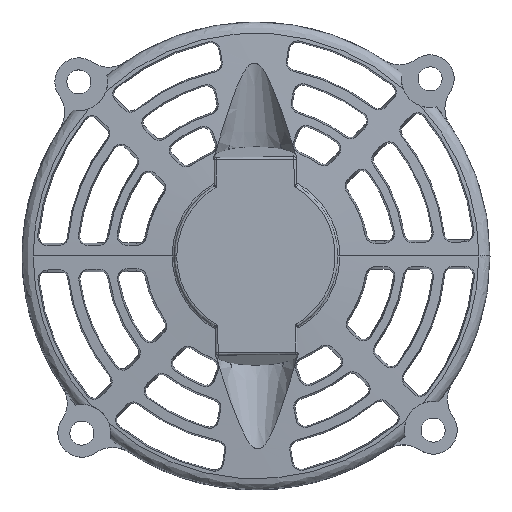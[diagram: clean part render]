
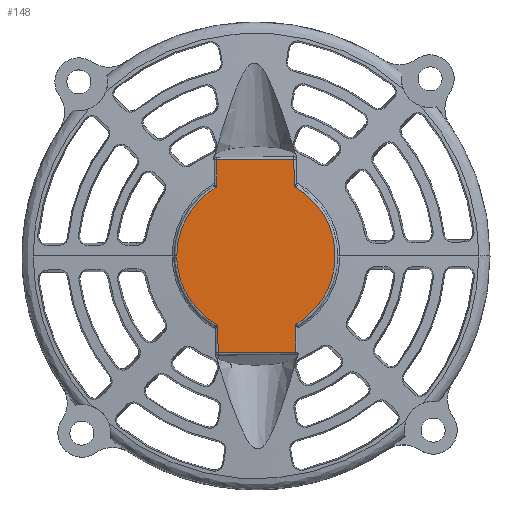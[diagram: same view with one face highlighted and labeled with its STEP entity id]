
A CAD part, top view. The second image highlights one B-rep face of the part: STEP entity #148.
In plain terms, the highlighted planar face has unit normal (0, 0, 1).
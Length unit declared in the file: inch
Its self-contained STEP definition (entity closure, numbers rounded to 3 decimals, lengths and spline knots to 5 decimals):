
#101 = CARTESIAN_POINT ( 'NONE',  ( -0.01163, 1.33853, 1.22047 ) ) ;
#148 = ADVANCED_FACE ( 'NONE', ( #14793 ), #3169, .F. ) ;
#209 = VERTEX_POINT ( 'NONE', #7042 ) ;
#264 = CARTESIAN_POINT ( 'NONE',  ( -1.29921, -0.48599, 1.22047 ) ) ;
#365 = ORIENTED_EDGE ( 'NONE', *, *, #20408, .F. ) ;
#551 = EDGE_CURVE ( 'NONE', #1464, #17099, #2357, .T. ) ;
#1280 = ORIENTED_EDGE ( 'NONE', *, *, #11306, .F. ) ;
#1464 = VERTEX_POINT ( 'NONE', #5752 ) ;
#1817 = CARTESIAN_POINT ( 'NONE',  ( 1.62941, 0.58673, 1.22047 ) ) ;
#1886 = CARTESIAN_POINT ( 'NONE',  ( 1.63936, -0.55834, 1.22047 ) ) ;
#2120 = CARTESIAN_POINT ( 'NONE',  ( -0.66143, -1.58977, 1.22047 ) ) ;
#2357 =( BOUNDED_CURVE ( )  B_SPLINE_CURVE ( 3, ( #14566, #14361, #6400, #14428 ),
 .UNSPECIFIED., .F., .F. ) 
 B_SPLINE_CURVE_WITH_KNOTS ( ( 4, 4 ),
 ( 0., 1. ),
 .UNSPECIFIED. ) 
 CURVE ( )  GEOMETRIC_REPRESENTATION_ITEM ( )  RATIONAL_B_SPLINE_CURVE ( ( 1., 0.91, 0.91, 1. ) ) 
 REPRESENTATION_ITEM ( '' )  );
#2405 = VERTEX_POINT ( 'NONE', #9642 ) ;
#2469 = CARTESIAN_POINT ( 'NONE',  ( -0.64744, 1.33301, 1.22047 ) ) ;
#2527 = LINE ( 'NONE', #17991, #20805 ) ;
#2770 = VECTOR ( 'NONE', #8058, 39.37008 ) ;
#3169 = PLANE ( 'NONE',  #8061 ) ;
#3263 =( BOUNDED_CURVE ( )  B_SPLINE_CURVE ( 3, ( #6703, #1817, #1886, #16433 ),
 .UNSPECIFIED., .F., .F. ) 
 B_SPLINE_CURVE_WITH_KNOTS ( ( 4, 4 ),
 ( 0., 1. ),
 .UNSPECIFIED. ) 
 CURVE ( )  GEOMETRIC_REPRESENTATION_ITEM ( )  RATIONAL_B_SPLINE_CURVE ( ( 1., 0.66, 0.66, 1. ) ) 
 REPRESENTATION_ITEM ( '' )  );
#3537 = CARTESIAN_POINT ( 'NONE',  ( -1.29921, 0., 1.22047 ) ) ;
#3550 = LINE ( 'NONE', #4809, #2770 ) ;
#3569 = EDGE_CURVE ( 'NONE', #5680, #20000, #2527, .T. ) ;
#4428 = LINE ( 'NONE', #6176, #16611 ) ;
#4809 = CARTESIAN_POINT ( 'NONE',  ( 0.62419, 1.34406, 1.22047 ) ) ;
#5097 = LINE ( 'NONE', #2120, #15785 ) ;
#5433 = EDGE_CURVE ( 'NONE', #2405, #1464, #19640, .T. ) ;
#5680 = VERTEX_POINT ( 'NONE', #10876 ) ;
#5752 = CARTESIAN_POINT ( 'NONE',  ( -1.29921, 0., 1.22047 ) ) ;
#6176 = CARTESIAN_POINT ( 'NONE',  ( -0.6218, -1.61964, 1.22047 ) ) ;
#6278 = ORIENTED_EDGE ( 'NONE', *, *, #551, .F. ) ;
#6400 = CARTESIAN_POINT ( 'NONE',  ( -1.05984, 0.89022, 1.22047 ) ) ;
#6423 = DIRECTION ( 'NONE',  ( -1., 0., 0. ) ) ;
#6654 = EDGE_CURVE ( 'NONE', #9223, #209, #3550, .T. ) ;
#6682 = EDGE_CURVE ( 'NONE', #11254, #9223, #8610, .T. ) ;
#6703 = CARTESIAN_POINT ( 'NONE',  ( 0.62598, 1.13847, 1.22047 ) ) ;
#7042 = CARTESIAN_POINT ( 'NONE',  ( 0.62598, 1.13847, 1.22047 ) ) ;
#7978 = DIRECTION ( 'NONE',  ( 0.009, -1., 0. ) ) ;
#8027 = ORIENTED_EDGE ( 'NONE', *, *, #12456, .F. ) ;
#8054 = EDGE_LOOP ( 'NONE', ( #12570, #13476, #10120, #21025, #8027, #6278, #9389, #365, #1280 ) ) ;
#8058 = DIRECTION ( 'NONE',  ( 0.009, -1., 0. ) ) ;
#8061 = AXIS2_PLACEMENT_3D ( 'NONE', #101, #14802, #6423 ) ;
#8490 = CARTESIAN_POINT ( 'NONE',  ( -0.62598, -1.13847, 1.22047 ) ) ;
#8610 = LINE ( 'NONE', #21061, #11665 ) ;
#8825 = DIRECTION ( 'NONE',  ( -1., -0.009, 0. ) ) ;
#9223 = VERTEX_POINT ( 'NONE', #10600 ) ;
#9262 = CARTESIAN_POINT ( 'NONE',  ( 0.64958, -1.57838, 1.22047 ) ) ;
#9389 = ORIENTED_EDGE ( 'NONE', *, *, #5433, .F. ) ;
#9642 = CARTESIAN_POINT ( 'NONE',  ( -0.62598, -1.13847, 1.22047 ) ) ;
#10120 = ORIENTED_EDGE ( 'NONE', *, *, #6654, .F. ) ;
#10600 = CARTESIAN_POINT ( 'NONE',  ( 0.62206, 1.58943, 1.22047 ) ) ;
#10726 = EDGE_CURVE ( 'NONE', #209, #5680, #3263, .T. ) ;
#10876 = CARTESIAN_POINT ( 'NONE',  ( 0.64566, -1.12742, 1.22047 ) ) ;
#11254 = VERTEX_POINT ( 'NONE', #18346 ) ;
#11306 = EDGE_CURVE ( 'NONE', #20000, #18642, #5097, .T. ) ;
#11665 = VECTOR ( 'NONE', #18074, 39.37008 ) ;
#11900 = CARTESIAN_POINT ( 'NONE',  ( -1.05184, -0.90431, 1.22047 ) ) ;
#11951 = CARTESIAN_POINT ( 'NONE',  ( -0.62206, -1.58943, 1.22047 ) ) ;
#12084 = LINE ( 'NONE', #2469, #17183 ) ;
#12456 = EDGE_CURVE ( 'NONE', #17099, #11254, #12084, .T. ) ;
#12570 = ORIENTED_EDGE ( 'NONE', *, *, #3569, .F. ) ;
#13476 = ORIENTED_EDGE ( 'NONE', *, *, #10726, .F. ) ;
#14361 = CARTESIAN_POINT ( 'NONE',  ( -1.29921, 0.47729, 1.22047 ) ) ;
#14428 = CARTESIAN_POINT ( 'NONE',  ( -0.64566, 1.12742, 1.22047 ) ) ;
#14566 = CARTESIAN_POINT ( 'NONE',  ( -1.29921, 0., 1.22047 ) ) ;
#14793 = FACE_OUTER_BOUND ( 'NONE', #8054, .T. ) ;
#14802 = DIRECTION ( 'NONE',  ( 0., 0., -1. ) ) ;
#15785 = VECTOR ( 'NONE', #8825, 39.37008 ) ;
#16433 = CARTESIAN_POINT ( 'NONE',  ( 0.64566, -1.12742, 1.22047 ) ) ;
#16611 = VECTOR ( 'NONE', #20738, 39.37008 ) ;
#16725 = CARTESIAN_POINT ( 'NONE',  ( -0.64566, 1.12742, 1.22047 ) ) ;
#17099 = VERTEX_POINT ( 'NONE', #16725 ) ;
#17183 = VECTOR ( 'NONE', #18491, 39.37008 ) ;
#17991 = CARTESIAN_POINT ( 'NONE',  ( 0.64984, -1.60859, 1.22047 ) ) ;
#18074 = DIRECTION ( 'NONE',  ( 1., 0.009, 0. ) ) ;
#18346 = CARTESIAN_POINT ( 'NONE',  ( -0.64958, 1.57838, 1.22047 ) ) ;
#18491 = DIRECTION ( 'NONE',  ( -0.009, 1., 0. ) ) ;
#18642 = VERTEX_POINT ( 'NONE', #11951 ) ;
#19640 =( BOUNDED_CURVE ( )  B_SPLINE_CURVE ( 3, ( #8490, #11900, #264, #3537 ),
 .UNSPECIFIED., .F., .F. ) 
 B_SPLINE_CURVE_WITH_KNOTS ( ( 4, 4 ),
 ( 0., 1. ),
 .UNSPECIFIED. ) 
 CURVE ( )  GEOMETRIC_REPRESENTATION_ITEM ( )  RATIONAL_B_SPLINE_CURVE ( ( 1., 0.907, 0.907, 1. ) ) 
 REPRESENTATION_ITEM ( '' )  );
#20000 = VERTEX_POINT ( 'NONE', #9262 ) ;
#20408 = EDGE_CURVE ( 'NONE', #18642, #2405, #4428, .T. ) ;
#20738 = DIRECTION ( 'NONE',  ( -0.009, 1., 0. ) ) ;
#20805 = VECTOR ( 'NONE', #7978, 39.37008 ) ;
#21025 = ORIENTED_EDGE ( 'NONE', *, *, #6682, .F. ) ;
#21061 = CARTESIAN_POINT ( 'NONE',  ( -0.01376, 1.5839, 1.22047 ) ) ;
